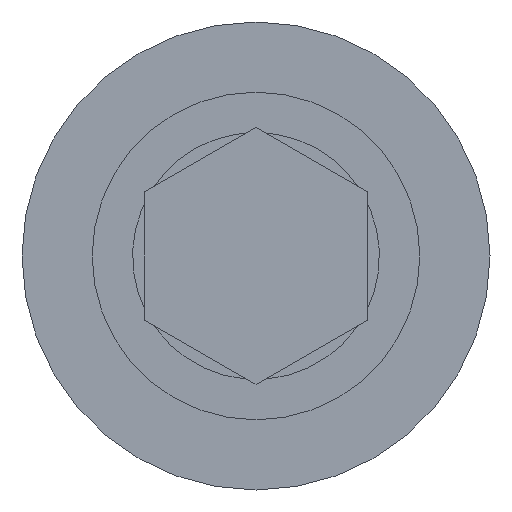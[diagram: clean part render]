
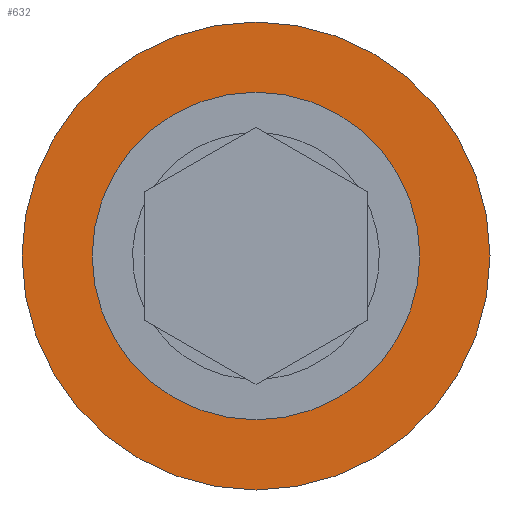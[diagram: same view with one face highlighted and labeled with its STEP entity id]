
A CAD part, front view. The second image highlights one B-rep face of the part: STEP entity #632.
In plain terms, the highlighted planar face has unit normal (0, -1, 0).
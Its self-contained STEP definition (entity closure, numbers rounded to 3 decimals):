
#187 = EDGE_CURVE ( 'NONE', #692, #1232, #1678, .T. ) ;
#327 = ORIENTED_EDGE ( 'NONE', *, *, #835, .F. ) ;
#400 = DIRECTION ( 'NONE',  ( 0., 0., 1. ) ) ;
#425 = FACE_OUTER_BOUND ( 'NONE', #813, .T. ) ;
#487 = DIRECTION ( 'NONE',  ( 0., -1., 0. ) ) ;
#575 = DIRECTION ( 'NONE',  ( 0., 0., 1. ) ) ;
#626 = CARTESIAN_POINT ( 'NONE',  ( 0., 0., -20. ) ) ;
#632 = ADVANCED_FACE ( 'NONE', ( #1568, #425 ), #837, .F. ) ;
#674 = AXIS2_PLACEMENT_3D ( 'NONE', #1200, #1000, #575 ) ;
#690 = AXIS2_PLACEMENT_3D ( 'NONE', #1633, #1248, #400 ) ;
#692 = VERTEX_POINT ( 'NONE', #1626 ) ;
#813 = EDGE_LOOP ( 'NONE', ( #327, #2394 ) ) ;
#835 = EDGE_CURVE ( 'NONE', #2333, #2687, #2019, .T. ) ;
#837 = PLANE ( 'NONE',  #1217 ) ;
#838 = CIRCLE ( 'NONE', #690, 20. ) ;
#933 = CIRCLE ( 'NONE', #674, 6. ) ;
#1000 = DIRECTION ( 'NONE',  ( 0., -1., 0. ) ) ;
#1067 = CARTESIAN_POINT ( 'NONE',  ( 0., 0., 0. ) ) ;
#1200 = CARTESIAN_POINT ( 'NONE',  ( 0., 0., 0. ) ) ;
#1217 = AXIS2_PLACEMENT_3D ( 'NONE', #1681, #2326, #2115 ) ;
#1232 = VERTEX_POINT ( 'NONE', #1922 ) ;
#1248 = DIRECTION ( 'NONE',  ( 0., 1., 0. ) ) ;
#1320 = EDGE_LOOP ( 'NONE', ( #2386, #2545 ) ) ;
#1408 = EDGE_CURVE ( 'NONE', #1232, #692, #933, .T. ) ;
#1568 = FACE_BOUND ( 'NONE', #1320, .T. ) ;
#1626 = CARTESIAN_POINT ( 'NONE',  ( -6., 0., 0. ) ) ;
#1633 = CARTESIAN_POINT ( 'NONE',  ( 0., 0., 0. ) ) ;
#1678 = CIRCLE ( 'NONE', #2657, 6. ) ;
#1681 = CARTESIAN_POINT ( 'NONE',  ( 7., 0., 0. ) ) ;
#1691 = CARTESIAN_POINT ( 'NONE',  ( 0., 0., 20. ) ) ;
#1785 = DIRECTION ( 'NONE',  ( 0., 0., 1. ) ) ;
#1869 = DIRECTION ( 'NONE',  ( 0., 1., 0. ) ) ;
#1922 = CARTESIAN_POINT ( 'NONE',  ( 6., 0., 0. ) ) ;
#1998 = CARTESIAN_POINT ( 'NONE',  ( 0., 0., 0. ) ) ;
#2019 = CIRCLE ( 'NONE', #2093, 20. ) ;
#2093 = AXIS2_PLACEMENT_3D ( 'NONE', #1067, #1869, #2695 ) ;
#2115 = DIRECTION ( 'NONE',  ( 0., 0., 1. ) ) ;
#2326 = DIRECTION ( 'NONE',  ( 0., 1., 0. ) ) ;
#2333 = VERTEX_POINT ( 'NONE', #1691 ) ;
#2386 = ORIENTED_EDGE ( 'NONE', *, *, #187, .F. ) ;
#2394 = ORIENTED_EDGE ( 'NONE', *, *, #2640, .F. ) ;
#2545 = ORIENTED_EDGE ( 'NONE', *, *, #1408, .F. ) ;
#2640 = EDGE_CURVE ( 'NONE', #2687, #2333, #838, .T. ) ;
#2657 = AXIS2_PLACEMENT_3D ( 'NONE', #1998, #487, #1785 ) ;
#2687 = VERTEX_POINT ( 'NONE', #626 ) ;
#2695 = DIRECTION ( 'NONE',  ( 0., 0., 1. ) ) ;
